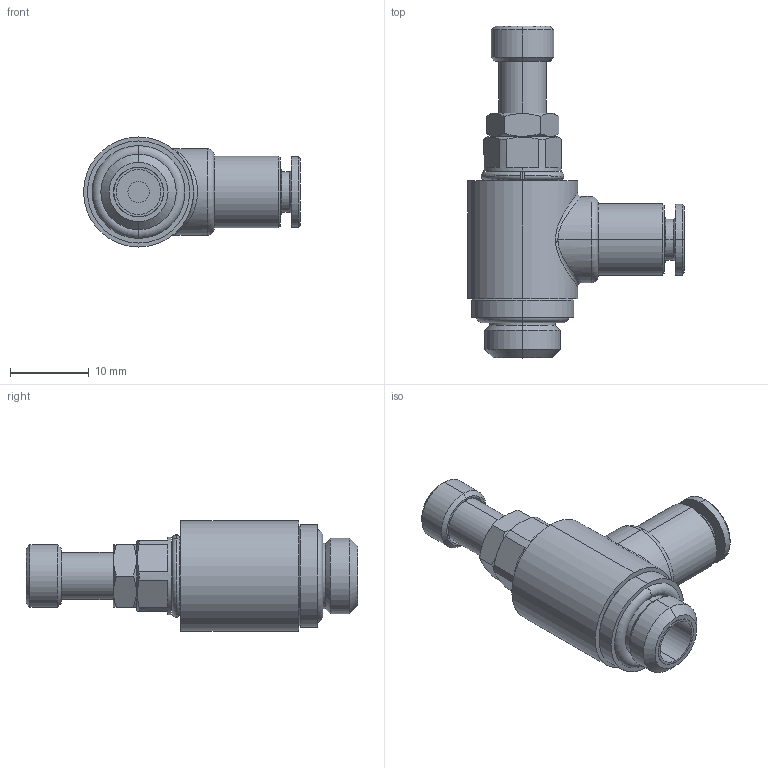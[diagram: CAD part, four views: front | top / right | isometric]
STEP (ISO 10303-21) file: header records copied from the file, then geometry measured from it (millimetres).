
FILE_DESCRIPTION(( 'MV.41.04.18V.STEP' ), '1');
FILE_NAME( 'MV.41.04.18V.STEP', '2018-10-05T11:32:46',( 'Sopra'),('sopra-pneumatic.com'), 'SwSTEP 2.0','SolidWorks 2009','' );
FILE_SCHEMA (( 'CONFIG_CONTROL_DESIGN' ));
Length unit declared in the file: millimetre
Products named in the file (1): 04310V11
Bounding box: 27.6 x 42.24 x 14 mm (x, y, z)
Volume: 4570.4 mm3; surface area: 2682.7 mm2
Topology: 2 solids, 4 shells, 115 faces, 245 edges, 154 vertices
Faces by surface type: plane 40, cylinder 37, cone 30, torus 6, bspline 2
Entity records: 4350 total; most frequent: CARTESIAN_POINT 1760, DIRECTION 555, ORIENTED_EDGE 490, EDGE_CURVE 245, AXIS2_PLACEMENT_3D 233, VERTEX_POINT 154, EDGE_LOOP 131, CIRCLE 119
